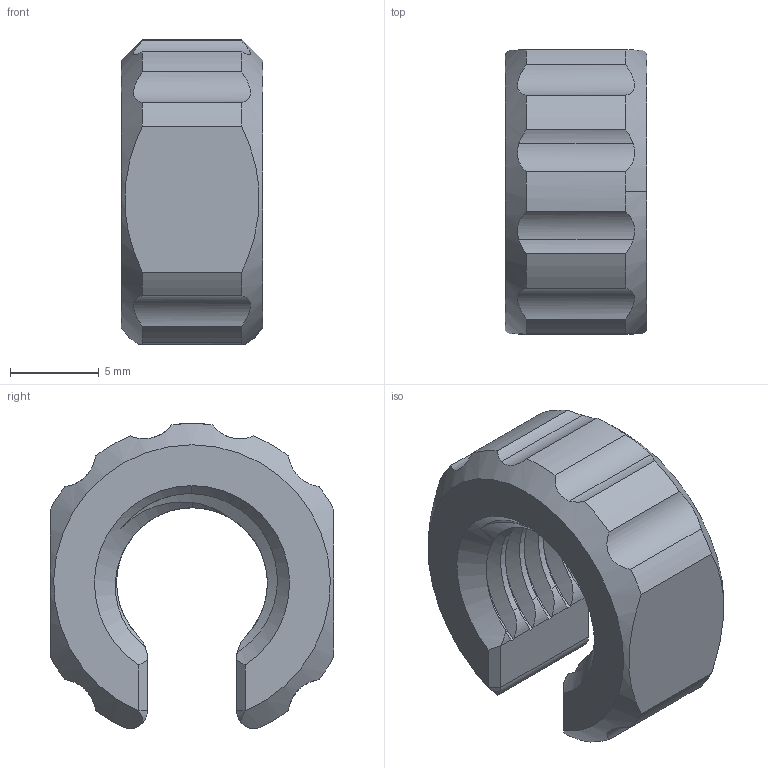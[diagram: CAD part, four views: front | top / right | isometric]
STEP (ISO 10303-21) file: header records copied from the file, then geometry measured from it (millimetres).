
FILE_DESCRIPTION (( 'STEP AP214' ), '1' );
FILE_NAME ('WL-M10-NUT.STEP', '2021-12-21T01:25:11', ( '' ), ( '' ), 'SwSTEP 2.0', 'SolidWorks 2020', '' );
FILE_SCHEMA (( 'AUTOMOTIVE_DESIGN' ));
Length unit declared in the file: millimetre
Products named in the file (1): WL-M10-NUT
Bounding box: 8 x 16 x 17.19 mm (x, y, z)
Volume: 1117.8 mm3; surface area: 969.5 mm2
Topology: 1 solids, 1 shells, 76 faces, 218 edges, 144 vertices
Faces by surface type: cylinder 37, bspline 18, cone 11, plane 10
Entity records: 8854 total; most frequent: CARTESIAN_POINT 7147, ORIENTED_EDGE 436, DIRECTION 248, EDGE_CURVE 218, VERTEX_POINT 144, AXIS2_PLACEMENT_3D 95, B_SPLINE_CURVE_WITH_KNOTS 90, FACE_OUTER_BOUND 76
